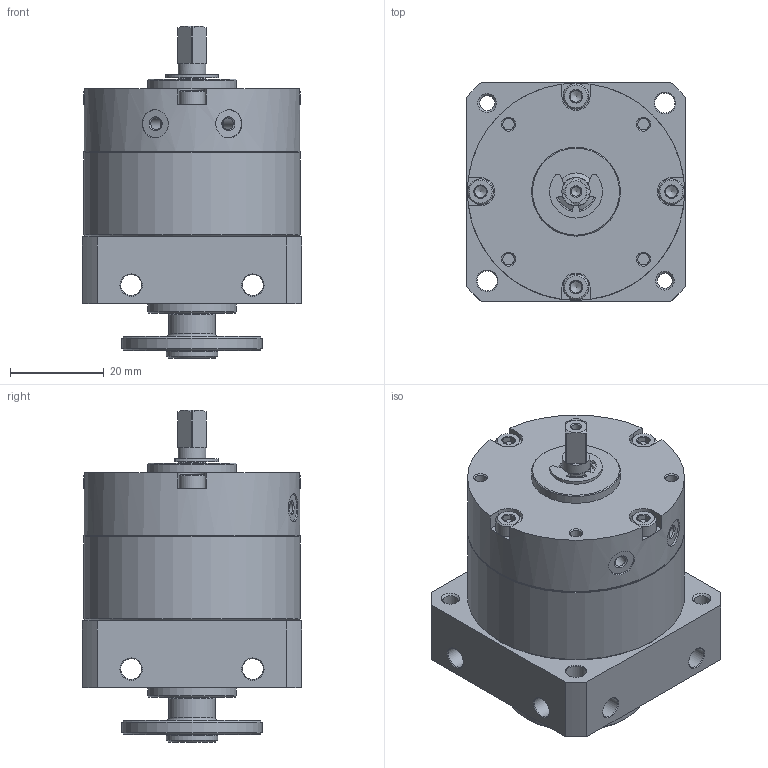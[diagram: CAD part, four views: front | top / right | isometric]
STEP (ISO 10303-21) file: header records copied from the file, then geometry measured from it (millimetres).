
FILE_DESCRIPTION(/* description */ ('STEP AP214'),/* implementation_level */ '2;1');
FILE_NAME(/* name */ '1562318_DSM-T-10-240-P-FW',/* time_stamp */ '2024-08-21T19:19:01+02:00',/* author */ ('License CC BY-ND 4.0'),/* organization */ ('CADENAS'),/* preprocessor_version */ 'ST-DEVELOPER v19.3',/* originating_system */ 'PARTsolutions',/* authorisation */ ' ');
FILE_SCHEMA (('AUTOMOTIVE_DESIGN {1 0 10303 214 3 1 1}'));
Length unit declared in the file: millimetre
Products named in the file (3): 1562318 DSM-T-10-240-P-FW---(120); 1562318 DSM-T-10-240-P-FW---(120_RZ); 1562318 DSM-T-10-240-P-FW---(K)
Assembly tree (2 placements, depth 2):
  1562318 DSM-T-10-240-P-FW---(120)
    1562318 DSM-T-10-240-P-FW---(120_RZ)
    1562318 DSM-T-10-240-P-FW---(K)
Bounding box: 47 x 47 x 71 mm (x, y, z)
Volume: 69915.7 mm3; surface area: 25676.2 mm2
Topology: 2 solids, 2 shells, 289 faces, 663 edges, 389 vertices
Faces by surface type: plane 127, cone 89, cylinder 71, torus 2
Full cylindrical faces by diameter (mm): 2.013 x1, 2.459 x10, 3.242 x2, 3.4 x4, 4.3 x2, 4.5 x12, 5.5 x4, 5.7 x1, 6 x3, 6.2 x1, 8 x2, 10 x1, 11 x1, 19 x2, 30 x1, 46.2 x1, 46.4 x2
Entity records: 7596 total; most frequent: DIRECTION 1364, CARTESIAN_POINT 1349, ORIENTED_EDGE 1070, AXIS2_PLACEMENT_3D 573, EDGE_CURVE 535, FACE_BOUND 461, EDGE_LOOP 456, VERTEX_POINT 376
